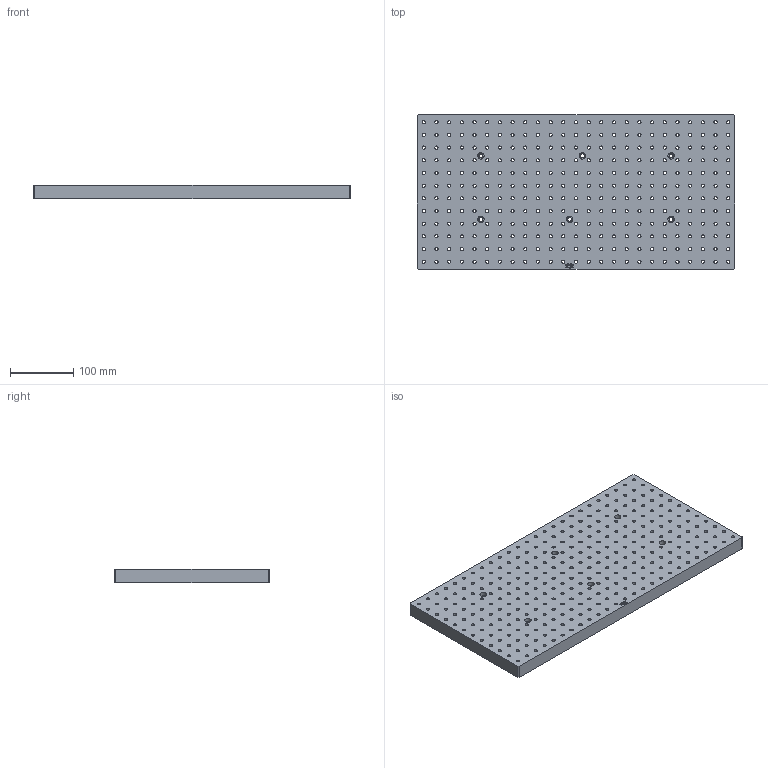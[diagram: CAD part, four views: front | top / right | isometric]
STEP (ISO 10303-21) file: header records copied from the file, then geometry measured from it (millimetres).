
FILE_DESCRIPTION(/* description */ (''),/* implementation_level */ '2;1');
FILE_NAME(/* name */ '_Samurai 120i CAD Master.step',/* time_stamp */ '2023-06-21T15:00:59-04:00',/* author */ (''),/* organization */ (''),/* preprocessor_version */ 'ST-DEVELOPER v19.2',/* originating_system */ 'Autodesk Translation Framework v12.6.0.85',/* authorisation */ '');
FILE_SCHEMA (('AUTOMOTIVE_DESIGN { 1 0 10303 214 3 1 1 }'));
Length unit declared in the file: inch
Products named in the file (2): _Samurai 120i CAD Master; Plate
Assembly tree (1 placements, depth 2):
  _Samurai 120i CAD Master
    Plate
Bounding box: 500 x 244.16 x 21.59 mm (x, y, z)
Volume: 2500611.4 mm3; surface area: 369472.5 mm2
Topology: 1 solids, 1 shells, 425 faces, 1239 edges, 826 vertices
Faces by surface type: cylinder 321, bspline 81, plane 23
Full cylindrical faces by diameter (mm): 5.035 x300, 6.25 x6, 10.25 x6
Entity records: 17342 total; most frequent: CARTESIAN_POINT 4868, ORIENTED_EDGE 2478, DIRECTION 2345, EDGE_CURVE 1239, EDGE_LOOP 1047, AXIS2_PLACEMENT_3D 989, VERTEX_POINT 826, CIRCLE 642
